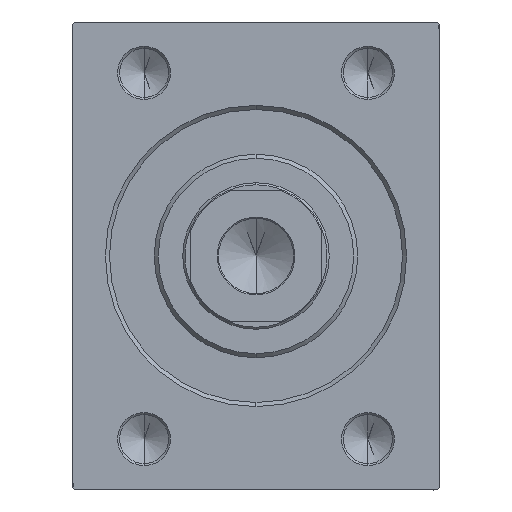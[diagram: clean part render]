
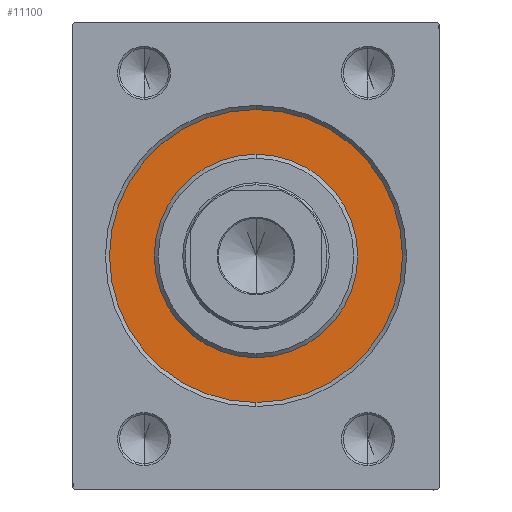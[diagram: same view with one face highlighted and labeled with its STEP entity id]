
A CAD part, left-side view. The second image highlights one B-rep face of the part: STEP entity #11100.
In plain terms, the highlighted face is planar.
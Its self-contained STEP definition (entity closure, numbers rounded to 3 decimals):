
#623 = ORIENTED_EDGE ( 'NONE', *, *, #43189, .F. ) ;
#1757 = DIRECTION ( 'NONE',  ( 0., 0., 1. ) ) ;
#1771 = DIRECTION ( 'NONE',  ( -1., 0., 0. ) ) ;
#2150 = CIRCLE ( 'NONE', #19327, 36. ) ;
#3944 = EDGE_LOOP ( 'NONE', ( #29852, #623 ) ) ;
#8557 = DIRECTION ( 'NONE',  ( 0., 0., -1. ) ) ;
#10072 = CARTESIAN_POINT ( 'NONE',  ( 0., 0., 36. ) ) ;
#10700 = DIRECTION ( 'NONE',  ( -1., 0., 0. ) ) ;
#10957 = VERTEX_POINT ( 'NONE', #35597 ) ;
#11100 = ADVANCED_FACE ( 'NONE', ( #34885, #21232 ), #41174, .F. ) ;
#11314 = VERTEX_POINT ( 'NONE', #29939 ) ;
#12581 = ORIENTED_EDGE ( 'NONE', *, *, #24343, .F. ) ;
#15294 = CARTESIAN_POINT ( 'NONE',  ( 0., 0., 0. ) ) ;
#16063 = EDGE_CURVE ( 'NONE', #10957, #11314, #17102, .T. ) ;
#17102 = CIRCLE ( 'NONE', #40720, 25. ) ;
#19234 = CIRCLE ( 'NONE', #35665, 25. ) ;
#19327 = AXIS2_PLACEMENT_3D ( 'NONE', #32482, #1771, #42762 ) ;
#20571 = CARTESIAN_POINT ( 'NONE',  ( 0., 0., 0. ) ) ;
#21232 = FACE_OUTER_BOUND ( 'NONE', #3944, .T. ) ;
#21664 = CIRCLE ( 'NONE', #23120, 36. ) ;
#22344 = CARTESIAN_POINT ( 'NONE',  ( 0., 0., -36. ) ) ;
#22834 = CARTESIAN_POINT ( 'NONE',  ( 0., 0., 0. ) ) ;
#23120 = AXIS2_PLACEMENT_3D ( 'NONE', #22834, #28892, #1757 ) ;
#24343 = EDGE_CURVE ( 'NONE', #11314, #10957, #19234, .T. ) ;
#25490 = CARTESIAN_POINT ( 'NONE',  ( 0., 0., 0. ) ) ;
#26284 = DIRECTION ( 'NONE',  ( 1., 0., 0. ) ) ;
#28590 = ORIENTED_EDGE ( 'NONE', *, *, #16063, .F. ) ;
#28892 = DIRECTION ( 'NONE',  ( -1., 0., 0. ) ) ;
#29852 = ORIENTED_EDGE ( 'NONE', *, *, #31214, .F. ) ;
#29939 = CARTESIAN_POINT ( 'NONE',  ( 0., 0., -25. ) ) ;
#31214 = EDGE_CURVE ( 'NONE', #40864, #41959, #2150, .T. ) ;
#31757 = DIRECTION ( 'NONE',  ( 0., 0., -1. ) ) ;
#32482 = CARTESIAN_POINT ( 'NONE',  ( 0., 0., 0. ) ) ;
#34520 = AXIS2_PLACEMENT_3D ( 'NONE', #20571, #10700, #37586 ) ;
#34885 = FACE_BOUND ( 'NONE', #38769, .T. ) ;
#35103 = DIRECTION ( 'NONE',  ( 1., 0., 0. ) ) ;
#35597 = CARTESIAN_POINT ( 'NONE',  ( 0., 0., 25. ) ) ;
#35665 = AXIS2_PLACEMENT_3D ( 'NONE', #15294, #26284, #8557 ) ;
#37586 = DIRECTION ( 'NONE',  ( 0., 0., 1. ) ) ;
#38769 = EDGE_LOOP ( 'NONE', ( #28590, #12581 ) ) ;
#40720 = AXIS2_PLACEMENT_3D ( 'NONE', #25490, #35103, #31757 ) ;
#40864 = VERTEX_POINT ( 'NONE', #22344 ) ;
#41174 = PLANE ( 'NONE',  #34520 ) ;
#41959 = VERTEX_POINT ( 'NONE', #10072 ) ;
#42762 = DIRECTION ( 'NONE',  ( 0., 0., 1. ) ) ;
#43189 = EDGE_CURVE ( 'NONE', #41959, #40864, #21664, .T. ) ;
